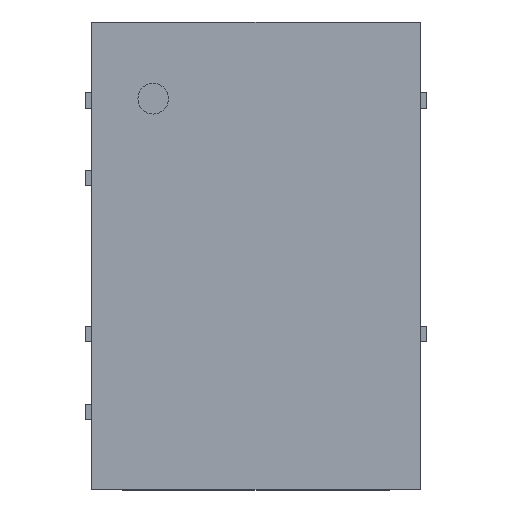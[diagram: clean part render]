
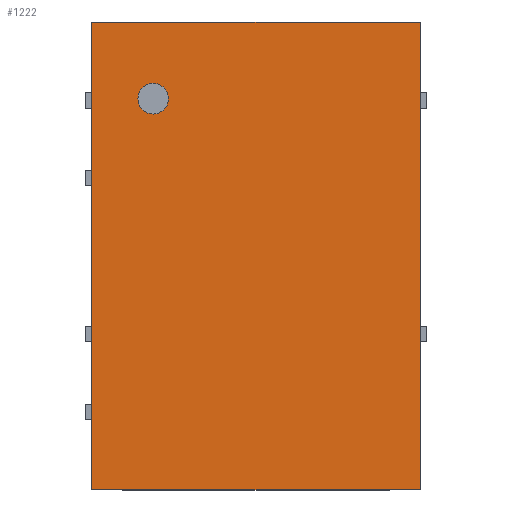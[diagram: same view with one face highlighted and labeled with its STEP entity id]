
A CAD part, top view. The second image highlights one B-rep face of the part: STEP entity #1222.
In plain terms, the highlighted planar face has unit normal (0, 0, 1).
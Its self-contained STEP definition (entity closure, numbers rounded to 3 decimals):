
#35=LINE('',#1778,#179);
#36=LINE('',#1780,#180);
#37=LINE('',#1782,#181);
#38=LINE('',#1783,#182);
#179=VECTOR('',#1424,10.7);
#180=VECTOR('',#1425,15.24);
#181=VECTOR('',#1426,10.7);
#182=VECTOR('',#1427,15.24);
#324=PLANE('',#1311);
#387=FACE_BOUND('',#470,.T.);
#391=FACE_OUTER_BOUND('',#469,.T.);
#469=EDGE_LOOP('',(#865,#866,#867,#868));
#470=EDGE_LOOP('',(#869));
#547=CIRCLE('',#1309,0.5);
#575=VERTEX_POINT('',#1772);
#576=VERTEX_POINT('',#1776);
#577=VERTEX_POINT('',#1777);
#578=VERTEX_POINT('',#1779);
#579=VERTEX_POINT('',#1781);
#691=EDGE_CURVE('',#575,#575,#547,.T.);
#692=EDGE_CURVE('',#576,#577,#35,.T.);
#693=EDGE_CURVE('',#578,#576,#36,.T.);
#694=EDGE_CURVE('',#579,#578,#37,.T.);
#695=EDGE_CURVE('',#577,#579,#38,.T.);
#865=ORIENTED_EDGE('',*,*,#692,.F.);
#866=ORIENTED_EDGE('',*,*,#693,.F.);
#867=ORIENTED_EDGE('',*,*,#694,.F.);
#868=ORIENTED_EDGE('',*,*,#695,.F.);
#869=ORIENTED_EDGE('',*,*,#691,.T.);
#1222=ADVANCED_FACE('',(#391,#387),#324,.F.);
#1309=AXIS2_PLACEMENT_3D('',#1773,#1418,#1419);
#1311=AXIS2_PLACEMENT_3D('',#1775,#1422,#1423);
#1418=DIRECTION('center_axis',(0.,0.,-1.));
#1419=DIRECTION('ref_axis',(0.,1.,0.));
#1422=DIRECTION('center_axis',(0.,0.,-1.));
#1423=DIRECTION('ref_axis',(0.,-1.,0.));
#1424=DIRECTION('',(-1.,0.,0.));
#1425=DIRECTION('',(0.,-1.,0.));
#1426=DIRECTION('',(1.,0.,0.));
#1427=DIRECTION('',(0.,1.,0.));
#1772=CARTESIAN_POINT('',(-3.35,4.62,9.));
#1773=CARTESIAN_POINT('Origin',(-3.35,5.12,9.));
#1775=CARTESIAN_POINT('Origin',(0.,0.,9.));
#1776=CARTESIAN_POINT('',(5.35,-7.62,9.));
#1777=CARTESIAN_POINT('',(-5.35,-7.62,9.));
#1778=CARTESIAN_POINT('',(0.,-7.62,9.));
#1779=CARTESIAN_POINT('',(5.35,7.62,9.));
#1780=CARTESIAN_POINT('',(5.35,0.,9.));
#1781=CARTESIAN_POINT('',(-5.35,7.62,9.));
#1782=CARTESIAN_POINT('',(0.,7.62,9.));
#1783=CARTESIAN_POINT('',(-5.35,0.,9.));
